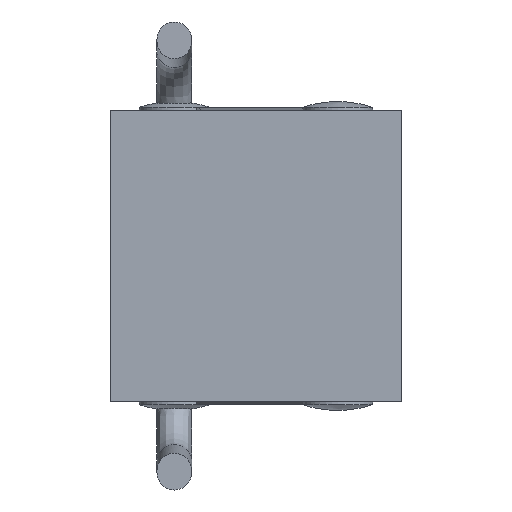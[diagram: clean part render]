
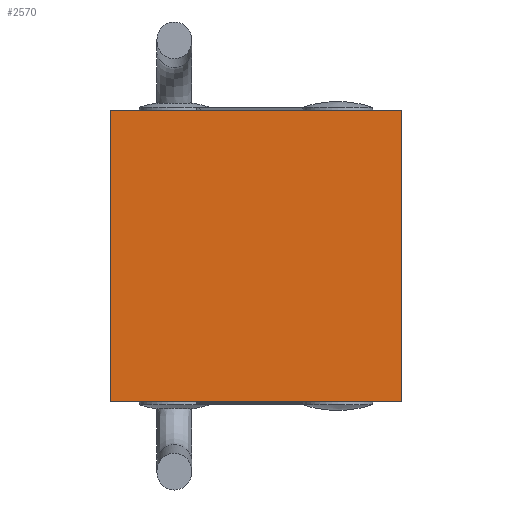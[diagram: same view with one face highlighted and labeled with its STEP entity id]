
A CAD part, front view. The second image highlights one B-rep face of the part: STEP entity #2570.
In plain terms, the highlighted planar face has unit normal (0, -1, 0).
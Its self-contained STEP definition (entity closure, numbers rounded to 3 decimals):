
#43 = AXIS2_PLACEMENT_3D ( 'NONE', #3498, #1716, #3791 ) ;
#104 = EDGE_CURVE ( 'NONE', #3795, #1312, #2244, .T. ) ;
#231 = VECTOR ( 'NONE', #3399, 1000. ) ;
#307 = LINE ( 'NONE', #500, #1015 ) ;
#500 = CARTESIAN_POINT ( 'NONE',  ( -2.5, -0.51, 2.5 ) ) ;
#522 = EDGE_CURVE ( 'NONE', #1312, #2065, #1915, .T. ) ;
#709 = CARTESIAN_POINT ( 'NONE',  ( -2.5, -0.51, 2.5 ) ) ;
#913 = DIRECTION ( 'NONE',  ( 0., 0., 1. ) ) ;
#1015 = VECTOR ( 'NONE', #2624, 1000. ) ;
#1312 = VERTEX_POINT ( 'NONE', #2324 ) ;
#1408 = EDGE_CURVE ( 'NONE', #3445, #3795, #307, .T. ) ;
#1456 = VECTOR ( 'NONE', #3453, 1000. ) ;
#1600 = ORIENTED_EDGE ( 'NONE', *, *, #1990, .T. ) ;
#1613 = CARTESIAN_POINT ( 'NONE',  ( 2.5, -0.51, 2.5 ) ) ;
#1716 = DIRECTION ( 'NONE',  ( 0., 1., 0. ) ) ;
#1915 = LINE ( 'NONE', #3328, #3494 ) ;
#1925 = CARTESIAN_POINT ( 'NONE',  ( -2.5, -0.51, -2.5 ) ) ;
#1990 = EDGE_CURVE ( 'NONE', #2065, #3445, #2553, .T. ) ;
#2017 = ORIENTED_EDGE ( 'NONE', *, *, #1408, .T. ) ;
#2065 = VERTEX_POINT ( 'NONE', #2182 ) ;
#2182 = CARTESIAN_POINT ( 'NONE',  ( 2.5, -0.51, 2.5 ) ) ;
#2244 = LINE ( 'NONE', #3199, #1456 ) ;
#2299 = PLANE ( 'NONE',  #43 ) ;
#2324 = CARTESIAN_POINT ( 'NONE',  ( 2.5, -0.51, -2.5 ) ) ;
#2474 = EDGE_LOOP ( 'NONE', ( #2017, #3373, #2573, #1600 ) ) ;
#2553 = LINE ( 'NONE', #1613, #231 ) ;
#2570 = ADVANCED_FACE ( 'NONE', ( #3592 ), #2299, .F. ) ;
#2573 = ORIENTED_EDGE ( 'NONE', *, *, #522, .T. ) ;
#2624 = DIRECTION ( 'NONE',  ( 0., 0., -1. ) ) ;
#3199 = CARTESIAN_POINT ( 'NONE',  ( 2.5, -0.51, -2.5 ) ) ;
#3328 = CARTESIAN_POINT ( 'NONE',  ( 2.5, -0.51, 2.5 ) ) ;
#3373 = ORIENTED_EDGE ( 'NONE', *, *, #104, .T. ) ;
#3399 = DIRECTION ( 'NONE',  ( -1., 0., 0. ) ) ;
#3445 = VERTEX_POINT ( 'NONE', #709 ) ;
#3453 = DIRECTION ( 'NONE',  ( 1., 0., 0. ) ) ;
#3494 = VECTOR ( 'NONE', #913, 1000. ) ;
#3498 = CARTESIAN_POINT ( 'NONE',  ( 0., -0.51, 0. ) ) ;
#3592 = FACE_OUTER_BOUND ( 'NONE', #2474, .T. ) ;
#3791 = DIRECTION ( 'NONE',  ( 0., 0., 1. ) ) ;
#3795 = VERTEX_POINT ( 'NONE', #1925 ) ;
